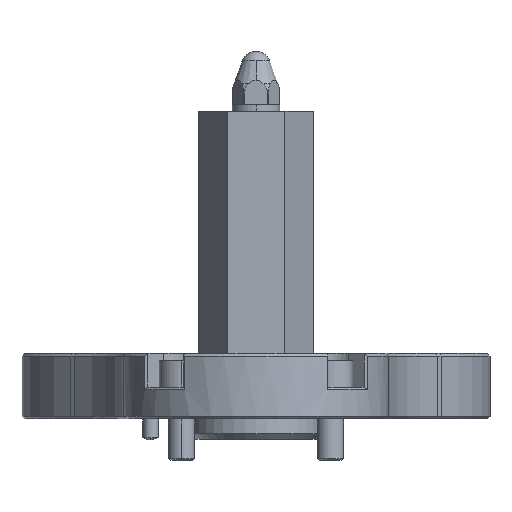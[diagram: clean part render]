
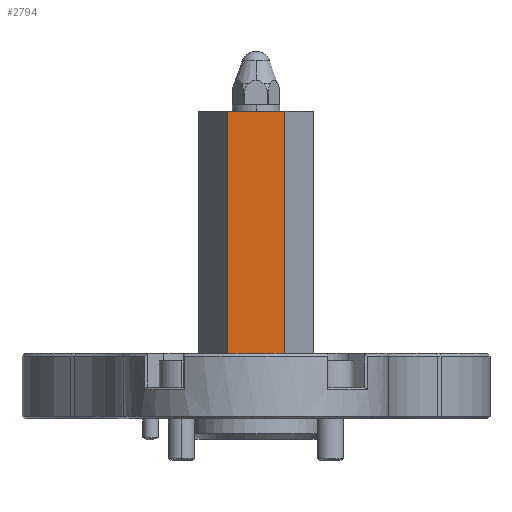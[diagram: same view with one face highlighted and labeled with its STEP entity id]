
A CAD part, front view. The second image highlights one B-rep face of the part: STEP entity #2794.
In plain terms, the highlighted planar face has unit normal (0, -1, 0).
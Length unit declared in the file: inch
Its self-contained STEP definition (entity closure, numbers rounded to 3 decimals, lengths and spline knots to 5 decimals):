
#470 = ORIENTED_EDGE ( 'NONE', *, *, #5381, .T. ) ;
#471 = VECTOR ( 'NONE', #5389, 39.37008 ) ;
#646 = ORIENTED_EDGE ( 'NONE', *, *, #1008, .F. ) ;
#1008 = EDGE_CURVE ( 'NONE', #2976, #3619, #6173, .T. ) ;
#1126 = PLANE ( 'NONE',  #5234 ) ;
#1132 = VERTEX_POINT ( 'NONE', #5812 ) ;
#1233 = EDGE_LOOP ( 'NONE', ( #470, #646, #1704, #5584 ) ) ;
#1446 = LINE ( 'NONE', #5583, #2897 ) ;
#1704 = ORIENTED_EDGE ( 'NONE', *, *, #7242, .F. ) ;
#1767 = CARTESIAN_POINT ( 'NONE',  ( -0.21651, 1.35, 0. ) ) ;
#2711 = DIRECTION ( 'NONE',  ( 0., 0., -1. ) ) ;
#2794 = ADVANCED_FACE ( 'NONE', ( #7139 ), #1126, .F. ) ;
#2897 = VECTOR ( 'NONE', #2711, 39.37008 ) ;
#2976 = VERTEX_POINT ( 'NONE', #5486 ) ;
#3149 = CARTESIAN_POINT ( 'NONE',  ( -0.21651, 1.35, 1.81 ) ) ;
#3572 = CARTESIAN_POINT ( 'NONE',  ( -0.21651, 1.35, 1.81 ) ) ;
#3619 = VERTEX_POINT ( 'NONE', #5901 ) ;
#4538 = LINE ( 'NONE', #3149, #7583 ) ;
#4906 = LINE ( 'NONE', #1767, #471 ) ;
#4988 = CARTESIAN_POINT ( 'NONE',  ( 0.21651, 1.35, 1.81 ) ) ;
#5234 = AXIS2_PLACEMENT_3D ( 'NONE', #3572, #7806, #6594 ) ;
#5381 = EDGE_CURVE ( 'NONE', #1132, #3619, #4906, .T. ) ;
#5389 = DIRECTION ( 'NONE',  ( 1., 0., 0. ) ) ;
#5486 = CARTESIAN_POINT ( 'NONE',  ( 0.21651, 1.35, 1.81 ) ) ;
#5583 = CARTESIAN_POINT ( 'NONE',  ( -0.21651, 1.35, 1.81 ) ) ;
#5584 = ORIENTED_EDGE ( 'NONE', *, *, #7240, .T. ) ;
#5812 = CARTESIAN_POINT ( 'NONE',  ( -0.21651, 1.35, 0. ) ) ;
#5901 = CARTESIAN_POINT ( 'NONE',  ( 0.21651, 1.35, 0. ) ) ;
#5919 = CARTESIAN_POINT ( 'NONE',  ( -0.21651, 1.35, 1.81 ) ) ;
#6088 = VERTEX_POINT ( 'NONE', #5919 ) ;
#6109 = VECTOR ( 'NONE', #6773, 39.37008 ) ;
#6173 = LINE ( 'NONE', #4988, #6109 ) ;
#6594 = DIRECTION ( 'NONE',  ( -1., 0., 0. ) ) ;
#6773 = DIRECTION ( 'NONE',  ( 0., 0., -1. ) ) ;
#7072 = DIRECTION ( 'NONE',  ( 1., 0., 0. ) ) ;
#7139 = FACE_OUTER_BOUND ( 'NONE', #1233, .T. ) ;
#7240 = EDGE_CURVE ( 'NONE', #6088, #1132, #1446, .T. ) ;
#7242 = EDGE_CURVE ( 'NONE', #6088, #2976, #4538, .T. ) ;
#7583 = VECTOR ( 'NONE', #7072, 39.37008 ) ;
#7806 = DIRECTION ( 'NONE',  ( 0., 1., 0. ) ) ;
